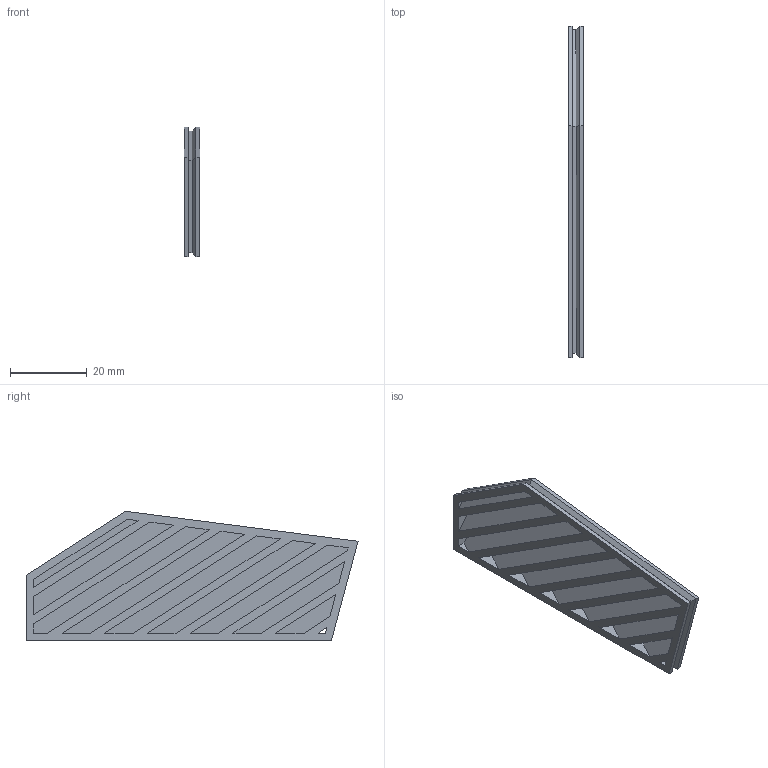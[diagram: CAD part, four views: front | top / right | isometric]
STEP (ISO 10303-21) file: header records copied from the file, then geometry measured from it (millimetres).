
FILE_DESCRIPTION(('STEP AP242'), '1');
FILE_NAME('itemSuspensionOnLancerWindow', '', ('UNSPECIFIED'), ('UNSPECIFIED'), 'C3D Converter', 'C3D Toolkit', '');
FILE_SCHEMA(('AP242_MANAGED_MODEL_BASED_3D_ENGINEERING_MIM_LF { 1 0 10303 442 1 1 4 }'));
Length unit declared in the file: millimetre
Bounding box: 4 x 86.46 x 33.72 mm (x, y, z)
Volume: 3972 mm3; surface area: 7498.3 mm2
Topology: 1 solids, 1 shells, 67 faces, 179 edges, 116 vertices
Faces by surface type: plane 67
Entity records: 2104 total; most frequent: CARTESIAN_POINT 363, ORIENTED_EDGE 358, DIRECTION 315, EDGE_CURVE 179, LINE 179, VECTOR 179, VERTEX_POINT 116, FACE_BOUND 87
